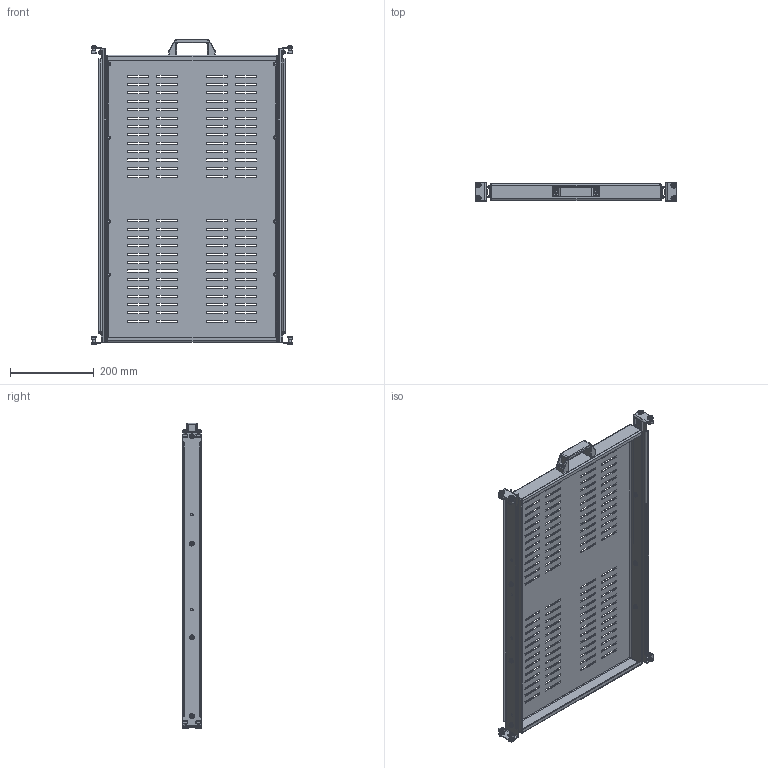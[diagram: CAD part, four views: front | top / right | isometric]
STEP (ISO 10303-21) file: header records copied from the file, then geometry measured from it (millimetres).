
FILE_DESCRIPTION (( 'STEP AP203' ), '1' );
FILE_NAME ('R5REIT68100.STEP', '2014-04-04T10:07:20', ( 'admin' ), ( '' ), 'SwSTEP 2.0', 'SolidWorks 2013', '' );
FILE_SCHEMA (( 'CONFIG_CONTROL_DESIGN' ));
Length unit declared in the file: millimetre
Products named in the file (15): A3300002; AC00C274_AC00C274; QB09C609_QB09C609; A3300001_A3300001; BINARIO GUIDA; GUIDA 700 PARTE FISSA; A5100369_A5100369; GUIDA 700 PARTE  MOBILE; A0200080_A0200080; A6100298; A3400002; AC00C651_AC00C650; R5REIT68100; A6100219_A6100219; A0200021_A0200021
Assembly tree (72 placements, depth 3):
  R5REIT68100
    QB09C609_QB09C609
    A6100298  x2
      GUIDA 700 PARTE FISSA
      BINARIO GUIDA
      GUIDA 700 PARTE  MOBILE
    AC00C651_AC00C650  x2
    A6100219_A6100219
    A0200021_A0200021  x2
    A3300002  x2
    AC00C274_AC00C274  x16
    A3300001_A3300001  x16
    A5100369_A5100369  x8
    A0200080_A0200080  x8
    A3400002  x8
Bounding box: 482.1 x 45.79 x 729 mm (x, y, z)
Volume: 975842.4 mm3; surface area: 1156091.6 mm2
Topology: 76 solids, 76 shells, 3555 faces, 9596 edges, 6223 vertices
Faces by surface type: plane 2044, cylinder 828, cone 330, sphere 260, torus 81, bspline 12
Entity records: 37423 total; most frequent: CARTESIAN_POINT 7262, ORIENTED_EDGE 5612, DIRECTION 5410, EDGE_CURVE 2806, VECTOR 2118, LINE 2118, VERTEX_POINT 1819, AXIS2_PLACEMENT_3D 1646
